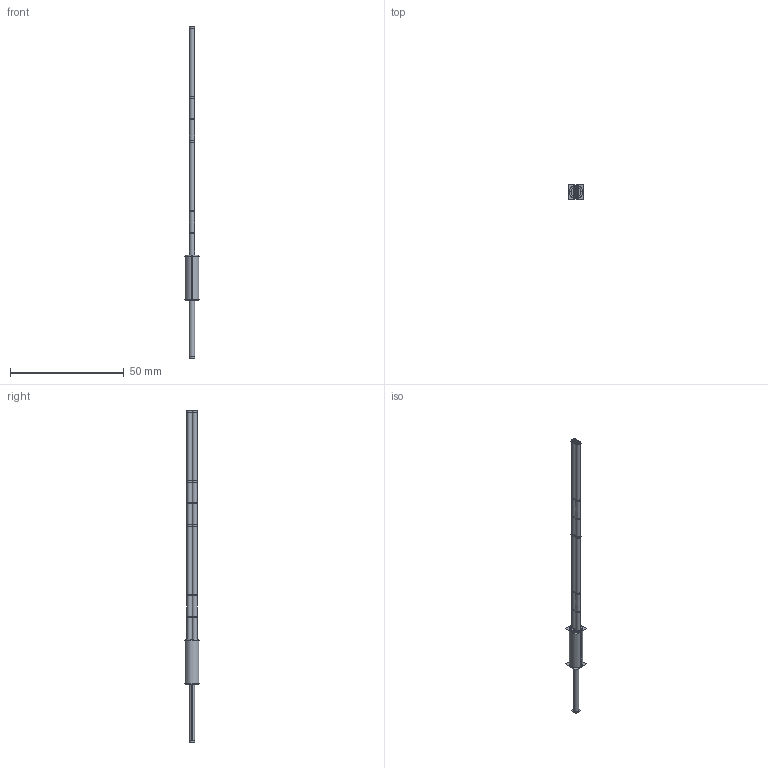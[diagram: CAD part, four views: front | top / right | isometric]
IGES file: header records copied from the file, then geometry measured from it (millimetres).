
Start section:  PTC IGES file: 188734.igs
Global section: file name: 188734.igs; native system: Creo Parametric by Parametric Technology Corporation; preprocessor: 2013230; author: pdmadmin; organization: Unknown; date: 20160112.152808; units: millimetre
Bounding box: 6.21 x 6.21 x 145.69 mm (x, y, z)
Volume: 1116.7 mm3; surface area: 13877.2 mm2
Topology: 8 solids, 8 shells, 184 faces, 872 edges, 1116 vertices
Faces by surface type: revolution 136, bspline 48
